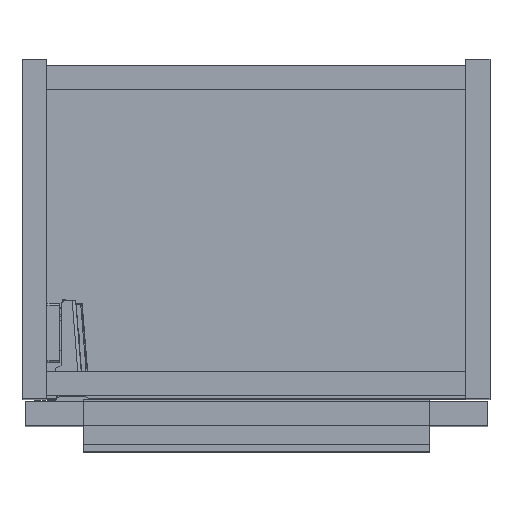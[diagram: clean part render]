
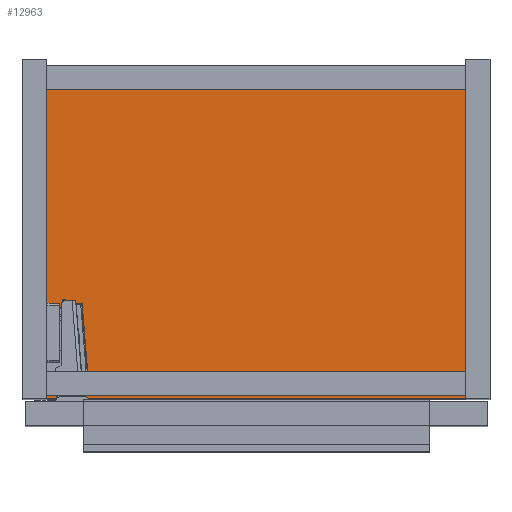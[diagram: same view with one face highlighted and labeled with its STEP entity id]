
A CAD part, top view. The second image highlights one B-rep face of the part: STEP entity #12963.
In plain terms, the highlighted planar face has unit normal (0, 0, 1).
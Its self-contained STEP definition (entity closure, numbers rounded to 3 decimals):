
#974=FACE_OUTER_BOUND('',#1703,.T.);
#1703=EDGE_LOOP('',(#8717,#8718,#8719,#8720));
#2498=LINE('',#18646,#3953);
#2501=LINE('',#18652,#3956);
#2504=LINE('',#18658,#3959);
#2507=LINE('',#18662,#3962);
#3953=VECTOR('',#14953,1.);
#3956=VECTOR('',#14958,1.);
#3959=VECTOR('',#14963,1.);
#3962=VECTOR('',#14968,1.);
#5384=VERTEX_POINT('',#18643);
#5385=VERTEX_POINT('',#18645);
#5387=VERTEX_POINT('',#18651);
#5389=VERTEX_POINT('',#18657);
#6690=EDGE_CURVE('',#5385,#5384,#2498,.T.);
#6693=EDGE_CURVE('',#5387,#5385,#2501,.T.);
#6696=EDGE_CURVE('',#5389,#5387,#2504,.T.);
#6699=EDGE_CURVE('',#5384,#5389,#2507,.T.);
#8717=ORIENTED_EDGE('',*,*,#6699,.T.);
#8718=ORIENTED_EDGE('',*,*,#6696,.T.);
#8719=ORIENTED_EDGE('',*,*,#6693,.T.);
#8720=ORIENTED_EDGE('',*,*,#6690,.T.);
#12479=PLANE('',#13732);
#12963=ADVANCED_FACE('',(#974),#12479,.T.);
#13732=AXIS2_PLACEMENT_3D('',#18663,#14969,#14970);
#14953=DIRECTION('',(-1.,0.,0.));
#14958=DIRECTION('',(0.,1.,0.));
#14963=DIRECTION('',(1.,0.,0.));
#14968=DIRECTION('',(0.,-1.,0.));
#14969=DIRECTION('center_axis',(0.,0.,1.));
#14970=DIRECTION('ref_axis',(1.,0.,0.));
#18643=CARTESIAN_POINT('',(16.,-19.7,166.5));
#18645=CARTESIAN_POINT('',(294.,-19.7,166.5));
#18646=CARTESIAN_POINT('',(294.,-19.7,166.5));
#18651=CARTESIAN_POINT('',(294.,-224.7,166.5));
#18652=CARTESIAN_POINT('',(294.,-224.7,166.5));
#18657=CARTESIAN_POINT('',(16.,-224.7,166.5));
#18658=CARTESIAN_POINT('',(16.,-224.7,166.5));
#18662=CARTESIAN_POINT('',(16.,-19.7,166.5));
#18663=CARTESIAN_POINT('Origin',(155.,-122.2,166.5));
